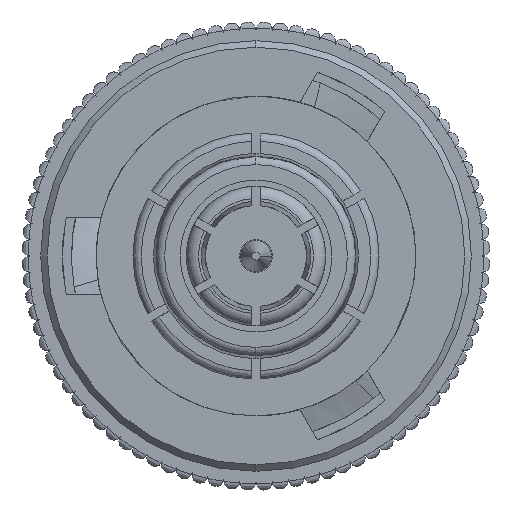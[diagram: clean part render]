
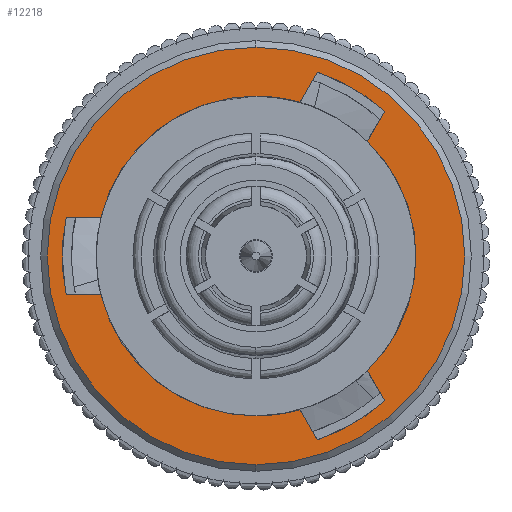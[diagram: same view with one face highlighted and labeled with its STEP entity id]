
A CAD part, left-side view. The second image highlights one B-rep face of the part: STEP entity #12218.
In plain terms, the highlighted face is planar.
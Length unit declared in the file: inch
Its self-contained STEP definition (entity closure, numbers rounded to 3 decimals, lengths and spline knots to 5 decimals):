
#257 = DIRECTION ( 'NONE',  ( 0., 0.5, 0.866 ) ) ;
#356 = EDGE_CURVE ( 'NONE', #21739, #26600, #8225, .T. ) ;
#743 = CARTESIAN_POINT ( 'NONE',  ( 0., 0.2314, 0.0475 ) ) ;
#932 = DIRECTION ( 'NONE',  ( -1., 0., 0. ) ) ;
#1144 = VERTEX_POINT ( 'NONE', #12373 ) ;
#1371 = VERTEX_POINT ( 'NONE', #24097 ) ;
#1878 = VECTOR ( 'NONE', #17458, 39.37008 ) ;
#1954 = VERTEX_POINT ( 'NONE', #15362 ) ;
#1961 = DIRECTION ( 'NONE',  ( 1., 0., 0. ) ) ;
#2144 = CARTESIAN_POINT ( 'NONE',  ( 0., 0., 0. ) ) ;
#2248 = DIRECTION ( 'NONE',  ( 1., 0., 0. ) ) ;
#2565 = DIRECTION ( 'NONE',  ( -1., 0., 0. ) ) ;
#2674 = DIRECTION ( 'NONE',  ( 0., 0.5, -0.866 ) ) ;
#2737 = CIRCLE ( 'NONE', #8806, 0.195 ) ;
#2743 = CARTESIAN_POINT ( 'NONE',  ( 0., -0.07456, -0.22414 ) ) ;
#2863 = DIRECTION ( 'NONE',  ( 0., 0., 1. ) ) ;
#2866 = ORIENTED_EDGE ( 'NONE', *, *, #9147, .F. ) ;
#2949 = CARTESIAN_POINT ( 'NONE',  ( 0., -0.15683, 0.17664 ) ) ;
#2977 = FACE_OUTER_BOUND ( 'NONE', #10083, .T. ) ;
#3138 = CARTESIAN_POINT ( 'NONE',  ( 0., 0., 0. ) ) ;
#4046 = DIRECTION ( 'NONE',  ( 0., 0., 1. ) ) ;
#4055 = EDGE_CURVE ( 'NONE', #4355, #22738, #25550, .T. ) ;
#4277 = CARTESIAN_POINT ( 'NONE',  ( 0., 0., 0. ) ) ;
#4355 = VERTEX_POINT ( 'NONE', #8337 ) ;
#4432 = VERTEX_POINT ( 'NONE', #21466 ) ;
#4741 = AXIS2_PLACEMENT_3D ( 'NONE', #4750, #932, #10865 ) ;
#4750 = CARTESIAN_POINT ( 'NONE',  ( 0., 0.195, 0. ) ) ;
#4893 = EDGE_CURVE ( 'NONE', #4432, #21739, #5437, .T. ) ;
#5114 = CARTESIAN_POINT ( 'NONE',  ( 0., 0., 0. ) ) ;
#5356 = AXIS2_PLACEMENT_3D ( 'NONE', #4277, #1961, #26505 ) ;
#5437 = LINE ( 'NONE', #11685, #12209 ) ;
#5632 = VECTOR ( 'NONE', #14510, 39.37008 ) ;
#5837 = EDGE_LOOP ( 'NONE', ( #23601, #7474, #8374, #14711, #13560, #23500, #11497, #20042, #7328, #14624, #19702, #6102, #12175, #2866 ) ) ;
#6102 = ORIENTED_EDGE ( 'NONE', *, *, #4055, .F. ) ;
#6296 = LINE ( 'NONE', #14439, #14893 ) ;
#6607 = EDGE_CURVE ( 'NONE', #1144, #21100, #6296, .T. ) ;
#6640 = CIRCLE ( 'NONE', #5356, 0.23622 ) ;
#6721 = DIRECTION ( 'NONE',  ( 0., 0., 1. ) ) ;
#6782 = LINE ( 'NONE', #18726, #17716 ) ;
#7087 = DIRECTION ( 'NONE',  ( 0., 0., 1. ) ) ;
#7328 = ORIENTED_EDGE ( 'NONE', *, *, #6607, .F. ) ;
#7474 = ORIENTED_EDGE ( 'NONE', *, *, #8815, .T. ) ;
#7530 = DIRECTION ( 'NONE',  ( 0., 0., 1. ) ) ;
#7535 = AXIS2_PLACEMENT_3D ( 'NONE', #11155, #11555, #2863 ) ;
#7597 = VERTEX_POINT ( 'NONE', #19402 ) ;
#7689 = CARTESIAN_POINT ( 'NONE',  ( 0., -0.1357, 0.14004 ) ) ;
#7760 = CARTESIAN_POINT ( 'NONE',  ( 0., 0., 0.2545 ) ) ;
#7909 = VERTEX_POINT ( 'NONE', #18176 ) ;
#8225 = CIRCLE ( 'NONE', #16454, 0.23622 ) ;
#8260 = DIRECTION ( 'NONE',  ( -1., 0., 0. ) ) ;
#8281 = CARTESIAN_POINT ( 'NONE',  ( 0., 0., 0. ) ) ;
#8337 = CARTESIAN_POINT ( 'NONE',  ( 0., 0.2314, 0.0475 ) ) ;
#8374 = ORIENTED_EDGE ( 'NONE', *, *, #11482, .F. ) ;
#8651 = DIRECTION ( 'NONE',  ( 1., 0., 0. ) ) ;
#8806 = AXIS2_PLACEMENT_3D ( 'NONE', #3138, #17393, #7087 ) ;
#8815 = EDGE_CURVE ( 'NONE', #24830, #1954, #2737, .T. ) ;
#8875 = VECTOR ( 'NONE', #2674, 39.37008 ) ;
#9147 = EDGE_CURVE ( 'NONE', #1371, #18214, #13540, .T. ) ;
#9306 = AXIS2_PLACEMENT_3D ( 'NONE', #26539, #8260, #24771 ) ;
#9324 = CARTESIAN_POINT ( 'NONE',  ( 0., 0.2314, -0.0475 ) ) ;
#9582 = DIRECTION ( 'NONE',  ( -1., 0., 0. ) ) ;
#9652 = ORIENTED_EDGE ( 'NONE', *, *, #18523, .F. ) ;
#10083 = EDGE_LOOP ( 'NONE', ( #22204, #9652 ) ) ;
#10865 = DIRECTION ( 'NONE',  ( 0., 0., 1. ) ) ;
#11155 = CARTESIAN_POINT ( 'NONE',  ( 0., 0., 0. ) ) ;
#11261 = CIRCLE ( 'NONE', #20327, 0.23622 ) ;
#11352 = VERTEX_POINT ( 'NONE', #7760 ) ;
#11482 = EDGE_CURVE ( 'NONE', #26600, #1954, #6782, .T. ) ;
#11497 = ORIENTED_EDGE ( 'NONE', *, *, #20104, .F. ) ;
#11555 = DIRECTION ( 'NONE',  ( -1., 0., 0. ) ) ;
#11615 = CARTESIAN_POINT ( 'NONE',  ( 0., 0., 0. ) ) ;
#11685 = CARTESIAN_POINT ( 'NONE',  ( 0., -0.15683, -0.17664 ) ) ;
#11863 = EDGE_CURVE ( 'NONE', #21100, #17443, #11261, .T. ) ;
#12175 = ORIENTED_EDGE ( 'NONE', *, *, #14334, .F. ) ;
#12209 = VECTOR ( 'NONE', #15870, 39.37008 ) ;
#12218 = ADVANCED_FACE ( 'NONE', ( #2977, #25736 ), #19389, .F. ) ;
#12325 = CIRCLE ( 'NONE', #7535, 0.2545 ) ;
#12373 = CARTESIAN_POINT ( 'NONE',  ( 0., -0.05343, 0.18754 ) ) ;
#12763 = CIRCLE ( 'NONE', #16213, 0.195 ) ;
#13540 = LINE ( 'NONE', #9324, #1878 ) ;
#13560 = ORIENTED_EDGE ( 'NONE', *, *, #4893, .F. ) ;
#14334 = EDGE_CURVE ( 'NONE', #18214, #4355, #6640, .T. ) ;
#14380 = CARTESIAN_POINT ( 'NONE',  ( 0., 0., -0.195 ) ) ;
#14439 = CARTESIAN_POINT ( 'NONE',  ( 0., -0.07456, 0.22414 ) ) ;
#14510 = DIRECTION ( 'NONE',  ( 0., -1., 0. ) ) ;
#14525 = DIRECTION ( 'NONE',  ( 0., 0., 1. ) ) ;
#14624 = ORIENTED_EDGE ( 'NONE', *, *, #18784, .T. ) ;
#14711 = ORIENTED_EDGE ( 'NONE', *, *, #356, .F. ) ;
#14893 = VECTOR ( 'NONE', #22702, 39.37008 ) ;
#15065 = EDGE_CURVE ( 'NONE', #7909, #22738, #23149, .T. ) ;
#15154 = CARTESIAN_POINT ( 'NONE',  ( 0., 0.2314, -0.0475 ) ) ;
#15270 = DIRECTION ( 'NONE',  ( -1., 0., 0. ) ) ;
#15362 = CARTESIAN_POINT ( 'NONE',  ( 0., -0.05343, -0.18754 ) ) ;
#15667 = CARTESIAN_POINT ( 'NONE',  ( 0., -0.15683, -0.17664 ) ) ;
#15870 = DIRECTION ( 'NONE',  ( 0., -0.5, -0.866 ) ) ;
#16213 = AXIS2_PLACEMENT_3D ( 'NONE', #8281, #2565, #14525 ) ;
#16392 = AXIS2_PLACEMENT_3D ( 'NONE', #11615, #17834, #7530 ) ;
#16454 = AXIS2_PLACEMENT_3D ( 'NONE', #18672, #2248, #18540 ) ;
#16574 = AXIS2_PLACEMENT_3D ( 'NONE', #5114, #9582, #19605 ) ;
#16799 = AXIS2_PLACEMENT_3D ( 'NONE', #25548, #15270, #6721 ) ;
#17360 = EDGE_CURVE ( 'NONE', #4432, #20866, #17867, .T. ) ;
#17393 = DIRECTION ( 'NONE',  ( -1., 0., 0. ) ) ;
#17443 = VERTEX_POINT ( 'NONE', #22047 ) ;
#17458 = DIRECTION ( 'NONE',  ( 0., 1., 0. ) ) ;
#17716 = VECTOR ( 'NONE', #257, 39.37008 ) ;
#17834 = DIRECTION ( 'NONE',  ( -1., 0., 0. ) ) ;
#17867 = CIRCLE ( 'NONE', #16574, 0.195 ) ;
#18176 = CARTESIAN_POINT ( 'NONE',  ( 0., 0., 0.195 ) ) ;
#18214 = VERTEX_POINT ( 'NONE', #15154 ) ;
#18523 = EDGE_CURVE ( 'NONE', #7597, #11352, #12325, .T. ) ;
#18540 = DIRECTION ( 'NONE',  ( 0., 0., 1. ) ) ;
#18551 = CIRCLE ( 'NONE', #16392, 0.195 ) ;
#18672 = CARTESIAN_POINT ( 'NONE',  ( 0., 0., 0. ) ) ;
#18726 = CARTESIAN_POINT ( 'NONE',  ( 0., -0.07456, -0.22414 ) ) ;
#18784 = EDGE_CURVE ( 'NONE', #1144, #7909, #12763, .T. ) ;
#19292 = CARTESIAN_POINT ( 'NONE',  ( 0., 0.18913, 0.0475 ) ) ;
#19389 = PLANE ( 'NONE',  #4741 ) ;
#19402 = CARTESIAN_POINT ( 'NONE',  ( 0., 0., -0.2545 ) ) ;
#19605 = DIRECTION ( 'NONE',  ( 0., 0., 1. ) ) ;
#19702 = ORIENTED_EDGE ( 'NONE', *, *, #15065, .T. ) ;
#20042 = ORIENTED_EDGE ( 'NONE', *, *, #11863, .F. ) ;
#20104 = EDGE_CURVE ( 'NONE', #17443, #20866, #21255, .T. ) ;
#20327 = AXIS2_PLACEMENT_3D ( 'NONE', #2144, #8651, #4046 ) ;
#20866 = VERTEX_POINT ( 'NONE', #7689 ) ;
#21100 = VERTEX_POINT ( 'NONE', #21851 ) ;
#21255 = LINE ( 'NONE', #2949, #8875 ) ;
#21466 = CARTESIAN_POINT ( 'NONE',  ( 0., -0.1357, -0.14004 ) ) ;
#21739 = VERTEX_POINT ( 'NONE', #15667 ) ;
#21851 = CARTESIAN_POINT ( 'NONE',  ( 0., -0.07456, 0.22414 ) ) ;
#22047 = CARTESIAN_POINT ( 'NONE',  ( 0., -0.15683, 0.17664 ) ) ;
#22204 = ORIENTED_EDGE ( 'NONE', *, *, #26110, .F. ) ;
#22702 = DIRECTION ( 'NONE',  ( 0., -0.5, 0.866 ) ) ;
#22738 = VERTEX_POINT ( 'NONE', #19292 ) ;
#23149 = CIRCLE ( 'NONE', #9306, 0.195 ) ;
#23500 = ORIENTED_EDGE ( 'NONE', *, *, #17360, .T. ) ;
#23601 = ORIENTED_EDGE ( 'NONE', *, *, #26270, .T. ) ;
#24097 = CARTESIAN_POINT ( 'NONE',  ( 0., 0.18913, -0.0475 ) ) ;
#24771 = DIRECTION ( 'NONE',  ( 0., 0., 1. ) ) ;
#24830 = VERTEX_POINT ( 'NONE', #14380 ) ;
#25548 = CARTESIAN_POINT ( 'NONE',  ( 0., 0., 0. ) ) ;
#25550 = LINE ( 'NONE', #743, #5632 ) ;
#25736 = FACE_BOUND ( 'NONE', #5837, .T. ) ;
#26110 = EDGE_CURVE ( 'NONE', #11352, #7597, #26740, .T. ) ;
#26270 = EDGE_CURVE ( 'NONE', #1371, #24830, #18551, .T. ) ;
#26505 = DIRECTION ( 'NONE',  ( 0., 0., 1. ) ) ;
#26539 = CARTESIAN_POINT ( 'NONE',  ( 0., 0., 0. ) ) ;
#26600 = VERTEX_POINT ( 'NONE', #2743 ) ;
#26740 = CIRCLE ( 'NONE', #16799, 0.2545 ) ;
